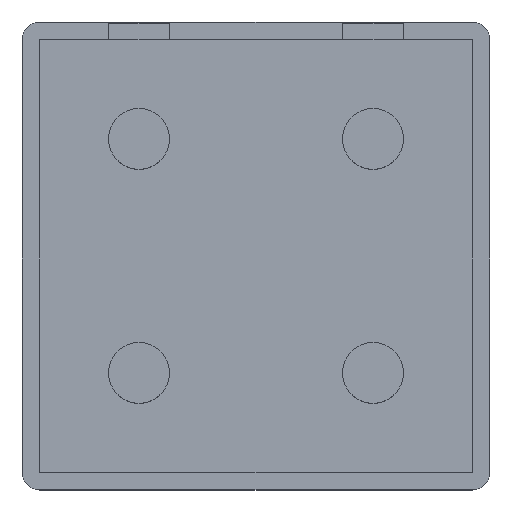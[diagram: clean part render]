
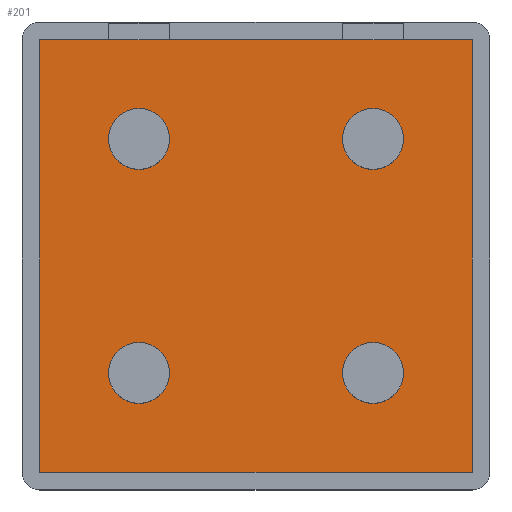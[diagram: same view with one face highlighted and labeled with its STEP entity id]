
A CAD part, top view. The second image highlights one B-rep face of the part: STEP entity #201.
In plain terms, the highlighted planar face has unit normal (0, 0, 1).
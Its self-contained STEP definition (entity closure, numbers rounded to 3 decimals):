
#201=ADVANCED_FACE('',(#241,#242,#243,#244,#245),#246,.T.);
#241=FACE_BOUND('',#328,.T.);
#242=FACE_BOUND('',#329,.T.);
#243=FACE_BOUND('',#330,.T.);
#244=FACE_BOUND('',#331,.T.);
#245=FACE_OUTER_BOUND('',#332,.T.);
#246=PLANE('',#333);
#328=EDGE_LOOP('',(#415));
#329=EDGE_LOOP('',(#416));
#330=EDGE_LOOP('',(#417));
#331=EDGE_LOOP('',(#418));
#332=EDGE_LOOP('',(#419,#420,#421,#422));
#333=AXIS2_PLACEMENT_3D('',#423,#424,#425);
#415=ORIENTED_EDGE('',*,*,#692,.F.);
#416=ORIENTED_EDGE('',*,*,#693,.F.);
#417=ORIENTED_EDGE('',*,*,#694,.F.);
#418=ORIENTED_EDGE('',*,*,#695,.F.);
#419=ORIENTED_EDGE('',*,*,#696,.T.);
#420=ORIENTED_EDGE('',*,*,#697,.T.);
#421=ORIENTED_EDGE('',*,*,#698,.T.);
#422=ORIENTED_EDGE('',*,*,#699,.T.);
#423=CARTESIAN_POINT('',(0.0,0.0,3.0));
#424=DIRECTION('',(0.0,0.0,1.0));
#425=DIRECTION('',(1.0,0.0,0.0));
#692=EDGE_CURVE('',#772,#772,#773,.T.);
#693=EDGE_CURVE('',#774,#774,#775,.T.);
#694=EDGE_CURVE('',#776,#776,#777,.T.);
#695=EDGE_CURVE('',#778,#778,#779,.T.);
#696=EDGE_CURVE('',#780,#781,#782,.T.);
#697=EDGE_CURVE('',#781,#783,#784,.T.);
#698=EDGE_CURVE('',#783,#785,#786,.T.);
#699=EDGE_CURVE('',#785,#780,#787,.T.);
#772=VERTEX_POINT('',#904);
#773=CIRCLE('',#905,5.2);
#774=VERTEX_POINT('',#906);
#775=CIRCLE('',#907,5.2);
#776=VERTEX_POINT('',#908);
#777=CIRCLE('',#909,5.2);
#778=VERTEX_POINT('',#910);
#779=CIRCLE('',#911,5.2);
#780=VERTEX_POINT('',#912);
#781=VERTEX_POINT('',#913);
#782=LINE('',#914,#915);
#783=VERTEX_POINT('',#916);
#784=LINE('',#917,#918);
#785=VERTEX_POINT('',#919);
#786=LINE('',#920,#921);
#787=LINE('',#922,#923);
#904=CARTESIAN_POINT('',(-14.8,-20.0,3.0));
#905=AXIS2_PLACEMENT_3D('',#1092,#1093,#1094);
#906=CARTESIAN_POINT('',(-14.8,20.0,3.0));
#907=AXIS2_PLACEMENT_3D('',#1095,#1096,#1097);
#908=CARTESIAN_POINT('',(25.2,-20.0,3.0));
#909=AXIS2_PLACEMENT_3D('',#1098,#1099,#1100);
#910=CARTESIAN_POINT('',(25.2,20.0,3.0));
#911=AXIS2_PLACEMENT_3D('',#1101,#1102,#1103);
#912=CARTESIAN_POINT('',(37.0,37.0,3.0));
#913=CARTESIAN_POINT('',(-37.0,37.0,3.0));
#914=CARTESIAN_POINT('',(0.,37.0,3.0));
#915=VECTOR('',#1104,1.0);
#916=CARTESIAN_POINT('',(-37.0,-37.0,3.0));
#917=CARTESIAN_POINT('',(-37.0,0.,3.0));
#918=VECTOR('',#1105,1.0);
#919=CARTESIAN_POINT('',(37.0,-37.0,3.0));
#920=CARTESIAN_POINT('',(0.0,-37.0,3.0));
#921=VECTOR('',#1106,1.0);
#922=CARTESIAN_POINT('',(37.0,0.,3.0));
#923=VECTOR('',#1107,1.0);
#1092=CARTESIAN_POINT('',(-20.0,-20.0,3.0));
#1093=DIRECTION('',(0.0,0.0,1.0));
#1094=DIRECTION('',(1.0,0.0,0.0));
#1095=CARTESIAN_POINT('',(-20.0,20.0,3.0));
#1096=DIRECTION('',(0.0,0.0,1.0));
#1097=DIRECTION('',(1.0,0.0,0.0));
#1098=CARTESIAN_POINT('',(20.0,-20.0,3.0));
#1099=DIRECTION('',(0.0,0.0,1.0));
#1100=DIRECTION('',(1.0,0.0,0.0));
#1101=CARTESIAN_POINT('',(20.0,20.0,3.0));
#1102=DIRECTION('',(0.0,0.0,1.0));
#1103=DIRECTION('',(1.0,0.0,0.0));
#1104=DIRECTION('',(-1.0,0.,0.0));
#1105=DIRECTION('',(0.,-1.0,0.0));
#1106=DIRECTION('',(1.0,0.0,0.0));
#1107=DIRECTION('',(0.,1.0,0.0));
